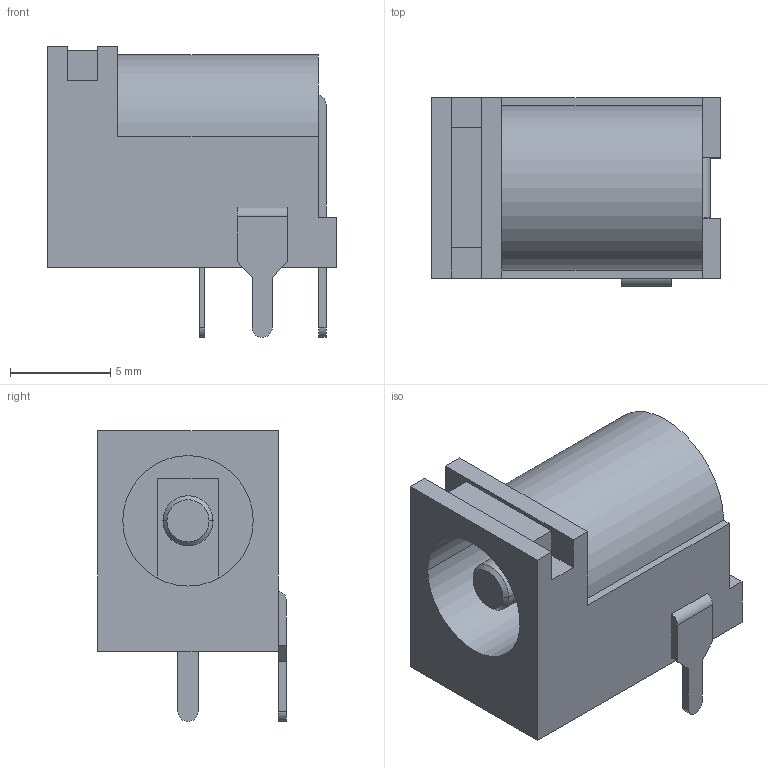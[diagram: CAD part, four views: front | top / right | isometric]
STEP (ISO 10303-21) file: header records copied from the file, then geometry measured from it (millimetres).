
FILE_DESCRIPTION (( 'STEP AP203' ), '1' );
FILE_NAME ('CONNPJ102BH()_CONNPJ102BH_Default_sldprt.STEP', '2016-06-02T17:07:52', ( 'Shusen Zhang' ), ( 'MathWorks' ), 'SwSTEP 2.0', 'SolidWorks 2015', '' );
FILE_SCHEMA (( 'CONFIG_CONTROL_DESIGN' ));
Length unit declared in the file: inch
Products named in the file (1): CONNPJ102BH()_CONNPJ102BH_Default_sldprt
Bounding box: 14.4 x 9.4 x 14.5 mm (x, y, z)
Surface area: 942 mm2 (no closed solid volume)
Topology: 0 solids, 2 shells, 59 faces, 160 edges, 104 vertices
Faces by surface type: plane 45, cylinder 12, cone 2
Entity records: 1910 total; most frequent: CARTESIAN_POINT 324, ORIENTED_EDGE 312, DIRECTION 306, EDGE_CURVE 160, VECTOR 134, LINE 134, VERTEX_POINT 104, AXIS2_PLACEMENT_3D 86
